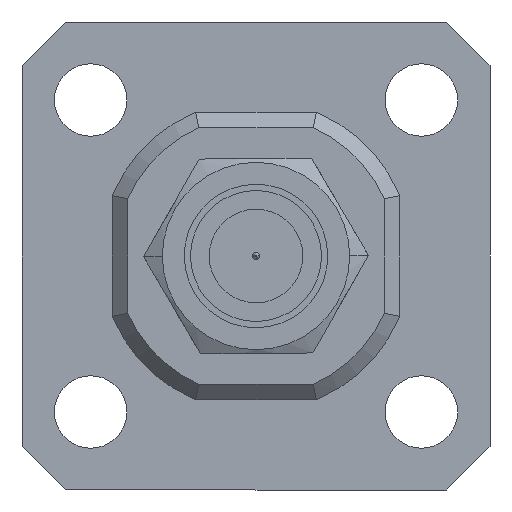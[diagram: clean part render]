
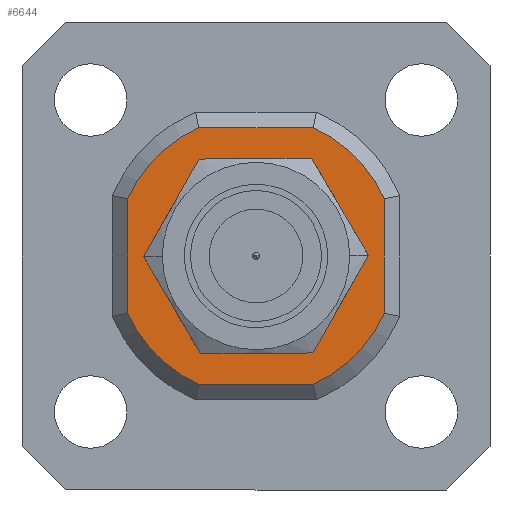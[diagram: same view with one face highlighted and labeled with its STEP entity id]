
A CAD part, left-side view. The second image highlights one B-rep face of the part: STEP entity #6644.
In plain terms, the highlighted planar face has unit normal (-1, 0, 0).
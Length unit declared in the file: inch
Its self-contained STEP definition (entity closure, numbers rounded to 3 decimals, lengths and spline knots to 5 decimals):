
#256 = AXIS2_PLACEMENT_3D ( 'NONE', #8604, #4367, #9414 ) ;
#279 = DIRECTION ( 'NONE',  ( 0., 0., 1. ) ) ;
#432 = ORIENTED_EDGE ( 'NONE', *, *, #8004, .F. ) ;
#465 = EDGE_CURVE ( 'NONE', #6228, #7787, #10338, .T. ) ;
#602 = EDGE_CURVE ( 'NONE', #7787, #8219, #4223, .T. ) ;
#843 = CARTESIAN_POINT ( 'NONE',  ( -0.66166, 0.14499, 0.06435 ) ) ;
#1067 = ORIENTED_EDGE ( 'NONE', *, *, #10224, .T. ) ;
#1153 = AXIS2_PLACEMENT_3D ( 'NONE', #7519, #3440, #9187 ) ;
#1192 = CARTESIAN_POINT ( 'NONE',  ( -0.66166, 0.18949, 0.15597 ) ) ;
#1231 = ORIENTED_EDGE ( 'NONE', *, *, #465, .T. ) ;
#1365 = CARTESIAN_POINT ( 'NONE',  ( -0.66166, -0.06051, 0.04547 ) ) ;
#1447 = CARTESIAN_POINT ( 'NONE',  ( -0.66166, -0.15214, -0.04953 ) ) ;
#1553 = EDGE_CURVE ( 'NONE', #5771, #6681, #2013, .T. ) ;
#1811 = DIRECTION ( 'NONE',  ( 0., 0., 1. ) ) ;
#1939 = CARTESIAN_POINT ( 'NONE',  ( -0.66166, -0.06051, 0.15597 ) ) ;
#2013 = CIRCLE ( 'NONE', #256, 0.1105 ) ;
#2082 = CARTESIAN_POINT ( 'NONE',  ( -0.66166, -0.26601, 0.24759 ) ) ;
#2236 = CARTESIAN_POINT ( 'NONE',  ( -0.66166, -0.06051, 0.26647 ) ) ;
#2650 = DIRECTION ( 'NONE',  ( -1., 0., 0. ) ) ;
#2934 = CARTESIAN_POINT ( 'NONE',  ( -0.66166, 0.18949, 0.36147 ) ) ;
#2980 = ORIENTED_EDGE ( 'NONE', *, *, #9374, .T. ) ;
#3196 = EDGE_LOOP ( 'NONE', ( #1231, #10463, #4621, #6651, #2980, #5878, #5519, #1067 ) ) ;
#3440 = DIRECTION ( 'NONE',  ( -1., 0., 0. ) ) ;
#3772 = CARTESIAN_POINT ( 'NONE',  ( -0.66166, 0.14499, 0.24759 ) ) ;
#4096 = DIRECTION ( 'NONE',  ( 0., 0., 1. ) ) ;
#4223 = LINE ( 'NONE', #9576, #10057 ) ;
#4367 = DIRECTION ( 'NONE',  ( -1., 0., 0. ) ) ;
#4425 = ORIENTED_EDGE ( 'NONE', *, *, #1553, .F. ) ;
#4560 = DIRECTION ( 'NONE',  ( 0., 1., 0. ) ) ;
#4621 = ORIENTED_EDGE ( 'NONE', *, *, #9829, .T. ) ;
#4842 = EDGE_CURVE ( 'NONE', #5916, #8416, #10312, .T. ) ;
#5146 = DIRECTION ( 'NONE',  ( 0., 0., 1. ) ) ;
#5215 = DIRECTION ( 'NONE',  ( -1., 0., 0. ) ) ;
#5287 = CARTESIAN_POINT ( 'NONE',  ( -0.66166, 0.03111, 0.36147 ) ) ;
#5519 = ORIENTED_EDGE ( 'NONE', *, *, #10011, .T. ) ;
#5771 = VERTEX_POINT ( 'NONE', #2236 ) ;
#5878 = ORIENTED_EDGE ( 'NONE', *, *, #4842, .T. ) ;
#5913 = CARTESIAN_POINT ( 'NONE',  ( -0.66166, -0.06051, 0.15597 ) ) ;
#5916 = VERTEX_POINT ( 'NONE', #5965 ) ;
#5965 = CARTESIAN_POINT ( 'NONE',  ( -0.66166, -0.26601, 0.06435 ) ) ;
#6228 = VERTEX_POINT ( 'NONE', #5287 ) ;
#6253 = DIRECTION ( 'NONE',  ( 0., 0., 1. ) ) ;
#6400 = FACE_BOUND ( 'NONE', #6640, .T. ) ;
#6506 = VECTOR ( 'NONE', #4560, 39.37008 ) ;
#6636 = VERTEX_POINT ( 'NONE', #7100 ) ;
#6640 = EDGE_LOOP ( 'NONE', ( #4425, #432 ) ) ;
#6644 = ADVANCED_FACE ( 'NONE', ( #8363, #6400 ), #10393, .T. ) ;
#6651 = ORIENTED_EDGE ( 'NONE', *, *, #7786, .T. ) ;
#6681 = VERTEX_POINT ( 'NONE', #1365 ) ;
#6706 = CIRCLE ( 'NONE', #8452, 0.1105 ) ;
#6757 = LINE ( 'NONE', #2934, #6506 ) ;
#6892 = VERTEX_POINT ( 'NONE', #9870 ) ;
#7087 = AXIS2_PLACEMENT_3D ( 'NONE', #1192, #8006, #6253 ) ;
#7100 = CARTESIAN_POINT ( 'NONE',  ( -0.66166, 0.03111, -0.04953 ) ) ;
#7338 = CARTESIAN_POINT ( 'NONE',  ( -0.66166, -0.06051, 0.15597 ) ) ;
#7349 = LINE ( 'NONE', #9546, #8136 ) ;
#7519 = CARTESIAN_POINT ( 'NONE',  ( -0.66166, -0.06051, 0.15597 ) ) ;
#7764 = CARTESIAN_POINT ( 'NONE',  ( -0.66166, -0.06051, 0.15597 ) ) ;
#7786 = EDGE_CURVE ( 'NONE', #6636, #9037, #7349, .T. ) ;
#7787 = VERTEX_POINT ( 'NONE', #3772 ) ;
#8004 = EDGE_CURVE ( 'NONE', #6681, #5771, #6706, .T. ) ;
#8006 = DIRECTION ( 'NONE',  ( -1., 0., 0. ) ) ;
#8136 = VECTOR ( 'NONE', #10355, 39.37008 ) ;
#8219 = VERTEX_POINT ( 'NONE', #843 ) ;
#8309 = CIRCLE ( 'NONE', #10337, 0.225 ) ;
#8363 = FACE_OUTER_BOUND ( 'NONE', #3196, .T. ) ;
#8415 = AXIS2_PLACEMENT_3D ( 'NONE', #5913, #2650, #1811 ) ;
#8416 = VERTEX_POINT ( 'NONE', #2082 ) ;
#8452 = AXIS2_PLACEMENT_3D ( 'NONE', #7338, #10627, #9855 ) ;
#8481 = DIRECTION ( 'NONE',  ( -1., 0., 0. ) ) ;
#8604 = CARTESIAN_POINT ( 'NONE',  ( -0.66166, -0.06051, 0.15597 ) ) ;
#9037 = VERTEX_POINT ( 'NONE', #1447 ) ;
#9187 = DIRECTION ( 'NONE',  ( 0., 0., 1. ) ) ;
#9272 = VECTOR ( 'NONE', #4096, 39.37008 ) ;
#9343 = CIRCLE ( 'NONE', #8415, 0.225 ) ;
#9374 = EDGE_CURVE ( 'NONE', #9037, #5916, #8309, .T. ) ;
#9414 = DIRECTION ( 'NONE',  ( 0., 0., 1. ) ) ;
#9473 = DIRECTION ( 'NONE',  ( 0., 0., -1. ) ) ;
#9546 = CARTESIAN_POINT ( 'NONE',  ( -0.66166, 0.18949, -0.04953 ) ) ;
#9576 = CARTESIAN_POINT ( 'NONE',  ( -0.66166, 0.14499, 0.15597 ) ) ;
#9719 = AXIS2_PLACEMENT_3D ( 'NONE', #1939, #5215, #5146 ) ;
#9812 = CARTESIAN_POINT ( 'NONE',  ( -0.66166, -0.26601, 0.15597 ) ) ;
#9829 = EDGE_CURVE ( 'NONE', #8219, #6636, #10501, .T. ) ;
#9855 = DIRECTION ( 'NONE',  ( 0., 0., 1. ) ) ;
#9870 = CARTESIAN_POINT ( 'NONE',  ( -0.66166, -0.15214, 0.36147 ) ) ;
#10011 = EDGE_CURVE ( 'NONE', #8416, #6892, #9343, .T. ) ;
#10057 = VECTOR ( 'NONE', #9473, 39.37008 ) ;
#10224 = EDGE_CURVE ( 'NONE', #6892, #6228, #6757, .T. ) ;
#10312 = LINE ( 'NONE', #9812, #9272 ) ;
#10337 = AXIS2_PLACEMENT_3D ( 'NONE', #7764, #8481, #279 ) ;
#10338 = CIRCLE ( 'NONE', #9719, 0.225 ) ;
#10355 = DIRECTION ( 'NONE',  ( 0., -1., 0. ) ) ;
#10393 = PLANE ( 'NONE',  #7087 ) ;
#10463 = ORIENTED_EDGE ( 'NONE', *, *, #602, .T. ) ;
#10501 = CIRCLE ( 'NONE', #1153, 0.225 ) ;
#10627 = DIRECTION ( 'NONE',  ( -1., 0., 0. ) ) ;
